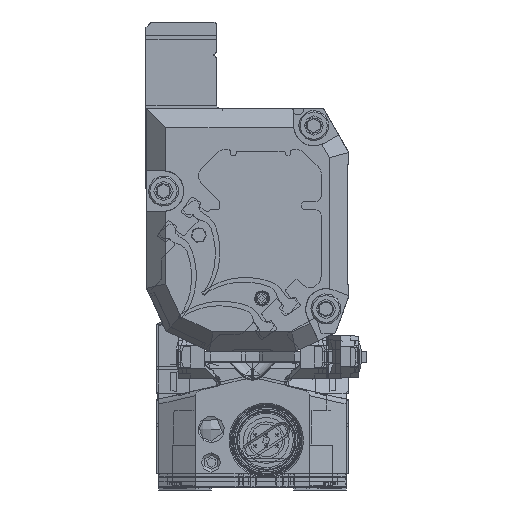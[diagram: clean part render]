
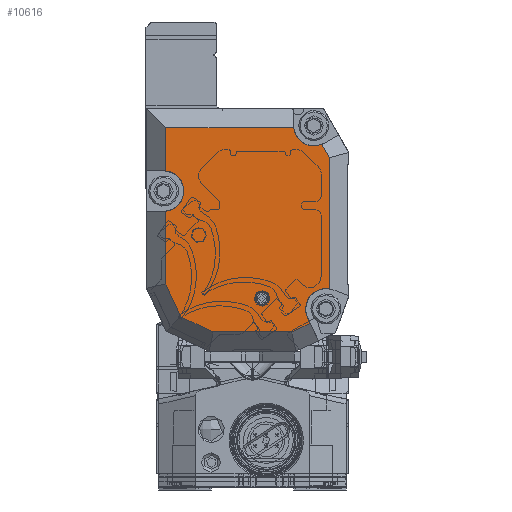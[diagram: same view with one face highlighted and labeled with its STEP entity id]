
A CAD part, front view. The second image highlights one B-rep face of the part: STEP entity #10616.
In plain terms, the highlighted planar face has unit normal (0, -1, 0).
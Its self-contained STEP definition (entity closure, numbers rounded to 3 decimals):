
#4992=FACE_BOUND('',#24416,.T.);
#4993=FACE_BOUND('',#24417,.T.);
#10616=ADVANCED_FACE('',(#4992,#4993),#16036,.F.);
#16036=PLANE('',#108449);
#24416=EDGE_LOOP('',(#32723,#32724,#32725,#32726,#32727,#32728,#32729,#32730,
#32731,#32732,#32733,#32734,#32735));
#24417=EDGE_LOOP('',(#32736));
#32723=ORIENTED_EDGE('',*,*,#73037,.T.);
#32724=ORIENTED_EDGE('',*,*,#73038,.T.);
#32725=ORIENTED_EDGE('',*,*,#73039,.T.);
#32726=ORIENTED_EDGE('',*,*,#73040,.T.);
#32727=ORIENTED_EDGE('',*,*,#73041,.T.);
#32728=ORIENTED_EDGE('',*,*,#73042,.T.);
#32729=ORIENTED_EDGE('',*,*,#73043,.T.);
#32730=ORIENTED_EDGE('',*,*,#73044,.T.);
#32731=ORIENTED_EDGE('',*,*,#73045,.T.);
#32732=ORIENTED_EDGE('',*,*,#73046,.T.);
#32733=ORIENTED_EDGE('',*,*,#73047,.T.);
#32734=ORIENTED_EDGE('',*,*,#73048,.T.);
#32735=ORIENTED_EDGE('',*,*,#73049,.T.);
#32736=ORIENTED_EDGE('',*,*,#73050,.T.);
#62131=VERTEX_POINT('',#152849);
#62132=VERTEX_POINT('',#152850);
#62133=VERTEX_POINT('',#152852);
#62134=VERTEX_POINT('',#152854);
#62135=VERTEX_POINT('',#152856);
#62136=VERTEX_POINT('',#152858);
#62137=VERTEX_POINT('',#152860);
#62138=VERTEX_POINT('',#152862);
#62139=VERTEX_POINT('',#152864);
#62140=VERTEX_POINT('',#152866);
#62141=VERTEX_POINT('',#152868);
#62142=VERTEX_POINT('',#152870);
#62143=VERTEX_POINT('',#152872);
#62144=VERTEX_POINT('',#152875);
#73037=EDGE_CURVE('',#62131,#62132,#105673,.T.);
#73038=EDGE_CURVE('',#62132,#62133,#87879,.T.);
#73039=EDGE_CURVE('',#62133,#62134,#87880,.T.);
#73040=EDGE_CURVE('',#62134,#62135,#105674,.T.);
#73041=EDGE_CURVE('',#62135,#62136,#87881,.T.);
#73042=EDGE_CURVE('',#62136,#62137,#87882,.T.);
#73043=EDGE_CURVE('',#62137,#62138,#105675,.T.);
#73044=EDGE_CURVE('',#62138,#62139,#87883,.T.);
#73045=EDGE_CURVE('',#62139,#62140,#87884,.T.);
#73046=EDGE_CURVE('',#62140,#62141,#87885,.T.);
#73047=EDGE_CURVE('',#62141,#62142,#87886,.T.);
#73048=EDGE_CURVE('',#62142,#62143,#87887,.T.);
#73049=EDGE_CURVE('',#62143,#62131,#87888,.T.);
#73050=EDGE_CURVE('',#62144,#62144,#105676,.T.);
#87879=LINE('',#152851,#96804);
#87880=LINE('',#152853,#96805);
#87881=LINE('',#152857,#96806);
#87882=LINE('',#152859,#96807);
#87883=LINE('',#152863,#96808);
#87884=LINE('',#152865,#96809);
#87885=LINE('',#152867,#96810);
#87886=LINE('',#152869,#96811);
#87887=LINE('',#152871,#96812);
#87888=LINE('',#152873,#96813);
#96804=VECTOR('',#119442,1.);
#96805=VECTOR('',#119443,1.);
#96806=VECTOR('',#119446,1.);
#96807=VECTOR('',#119447,1.);
#96808=VECTOR('',#119450,1.);
#96809=VECTOR('',#119451,1.);
#96810=VECTOR('',#119452,1.);
#96811=VECTOR('',#119453,1.);
#96812=VECTOR('',#119454,1.);
#96813=VECTOR('',#119455,1.);
#105673=CIRCLE('',#108445,3.7);
#105674=CIRCLE('',#108446,3.7);
#105675=CIRCLE('',#108447,3.7);
#105676=CIRCLE('',#108448,1.3);
#108445=AXIS2_PLACEMENT_3D('',#152848,#119440,#119441);
#108446=AXIS2_PLACEMENT_3D('',#152855,#119444,#119445);
#108447=AXIS2_PLACEMENT_3D('',#152861,#119448,#119449);
#108448=AXIS2_PLACEMENT_3D('',#152874,#119456,#119457);
#108449=AXIS2_PLACEMENT_3D('',#152876,#119458,#119459);
#119440=DIRECTION('',(0.,1.,0.));
#119441=DIRECTION('',(-1.,0.,0.));
#119442=DIRECTION('',(0.,0.,1.));
#119443=DIRECTION('',(-0.5,0.,0.866));
#119444=DIRECTION('',(0.,1.,0.));
#119445=DIRECTION('',(-1.,0.,0.));
#119446=DIRECTION('',(-1.,0.,0.));
#119447=DIRECTION('',(0.,0.,-1.));
#119448=DIRECTION('',(0.,1.,0.));
#119449=DIRECTION('',(-1.,0.,0.));
#119450=DIRECTION('',(0.,0.,-1.));
#119451=DIRECTION('',(0.419,0.,-0.908));
#119452=DIRECTION('',(0.905,0.,-0.426));
#119453=DIRECTION('',(1.,0.,0.));
#119454=DIRECTION('',(0.905,0.,0.426));
#119455=DIRECTION('',(-0.426,0.,0.905));
#119456=DIRECTION('',(0.,1.,0.));
#119457=DIRECTION('',(0.,0.,1.));
#119458=DIRECTION('',(0.,1.,0.));
#119459=DIRECTION('',(0.,0.,1.));
#152848=CARTESIAN_POINT('',(32.85,-8.,-52.11));
#152849=CARTESIAN_POINT('',(29.503,-8.,-53.687));
#152850=CARTESIAN_POINT('',(33.5,-8.,-48.468));
#152851=CARTESIAN_POINT('',(33.5,-8.,-46.706));
#152852=CARTESIAN_POINT('',(33.5,-8.,-24.648));
#152853=CARTESIAN_POINT('',(44.864,-8.,-44.331));
#152854=CARTESIAN_POINT('',(32.096,-8.,-22.216));
#152855=CARTESIAN_POINT('',(30.65,-8.,-18.81));
#152856=CARTESIAN_POINT('',(26.972,-8.,-19.21));
#152857=CARTESIAN_POINT('',(40.75,-8.,-19.21));
#152858=CARTESIAN_POINT('',(3.75,-8.,-19.21));
#152859=CARTESIAN_POINT('',(3.75,-8.,-46.706));
#152860=CARTESIAN_POINT('',(3.75,-8.,-27.032));
#152861=CARTESIAN_POINT('',(3.35,-8.,-30.71));
#152862=CARTESIAN_POINT('',(3.75,-8.,-34.388));
#152863=CARTESIAN_POINT('',(3.75,-8.,-46.706));
#152864=CARTESIAN_POINT('',(3.75,-8.,-47.584));
#152865=CARTESIAN_POINT('',(9.912,-8.,-60.937));
#152866=CARTESIAN_POINT('',(6.493,-8.,-53.528));
#152867=CARTESIAN_POINT('',(31.901,-8.,-65.495));
#152868=CARTESIAN_POINT('',(12.378,-8.,-56.3));
#152869=CARTESIAN_POINT('',(40.75,-8.,-56.3));
#152870=CARTESIAN_POINT('',(26.622,-8.,-56.3));
#152871=CARTESIAN_POINT('',(41.883,-8.,-49.112));
#152872=CARTESIAN_POINT('',(29.987,-8.,-54.715));
#152873=CARTESIAN_POINT('',(31.478,-8.,-57.881));
#152874=CARTESIAN_POINT('',(21.25,-8.,-50.21));
#152875=CARTESIAN_POINT('',(21.25,-8.,-48.91));
#152876=CARTESIAN_POINT('',(40.75,-8.,-46.706));
